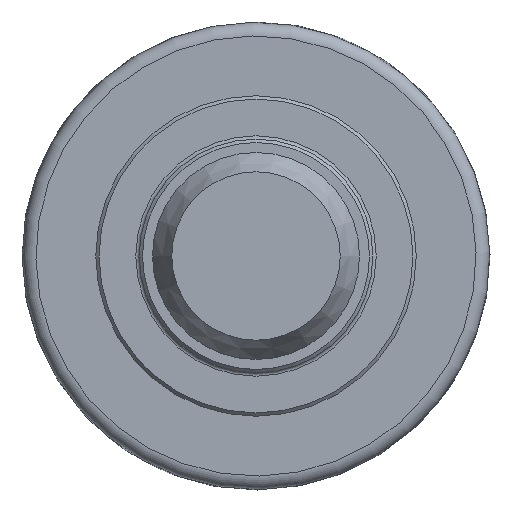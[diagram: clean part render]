
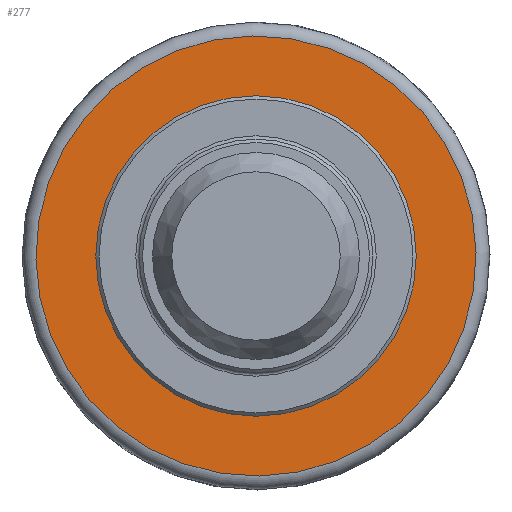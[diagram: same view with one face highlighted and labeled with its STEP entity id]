
A CAD part, left-side view. The second image highlights one B-rep face of the part: STEP entity #277.
In plain terms, the highlighted planar face has unit normal (-1, 0, 0).
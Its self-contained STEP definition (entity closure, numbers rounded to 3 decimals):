
#250=CARTESIAN_POINT('',(18.5,5.862,30.501));
#251=DIRECTION('',(-1.0,0.0,0.0));
#252=DIRECTION('',(0.0,-0.982,0.189));
#253=AXIS2_PLACEMENT_3D('',#250,#251,#252);
#254=PLANE('',#253);
#255=CARTESIAN_POINT('',(18.5,6.221,32.367));
#256=VERTEX_POINT('',#255);
#257=CARTESIAN_POINT('',(18.5,0.,0.));
#258=DIRECTION('',(1.0,0.,0.));
#259=DIRECTION('',(0.,-0.189,-0.982));
#260=AXIS2_PLACEMENT_3D('',#257,#258,#259);
#261=CIRCLE('',#260,32.959);
#262=EDGE_CURVE('',#256,#256,#261,.T.);
#263=ORIENTED_EDGE('',*,*,#262,.F.);
#264=EDGE_LOOP('',(#263));
#265=FACE_OUTER_BOUND('',#264,.T.);
#266=CARTESIAN_POINT('',(18.5,0.,-21.));
#267=VERTEX_POINT('',#266);
#268=CARTESIAN_POINT('',(18.5,0.,0.0));
#269=DIRECTION('',(-1.0,0.0,0.0));
#270=DIRECTION('',(0.0,-1.0,0.0));
#271=AXIS2_PLACEMENT_3D('',#268,#269,#270);
#272=CIRCLE('',#271,21.);
#273=EDGE_CURVE('',#267,#267,#272,.T.);
#274=ORIENTED_EDGE('',*,*,#273,.F.);
#275=EDGE_LOOP('',(#274));
#276=FACE_BOUND('',#275,.T.);
#277=ADVANCED_FACE('',(#265,#276),#254,.T.);
